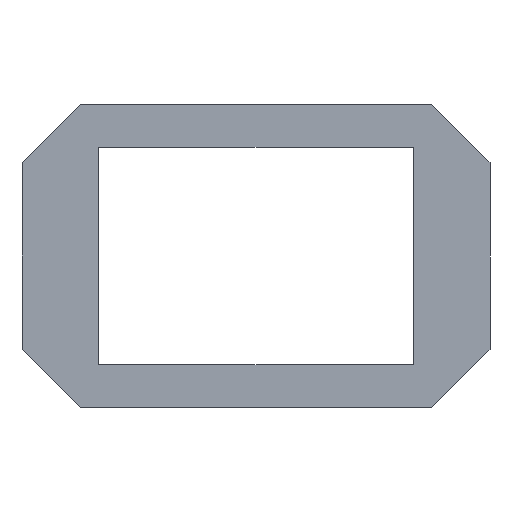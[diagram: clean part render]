
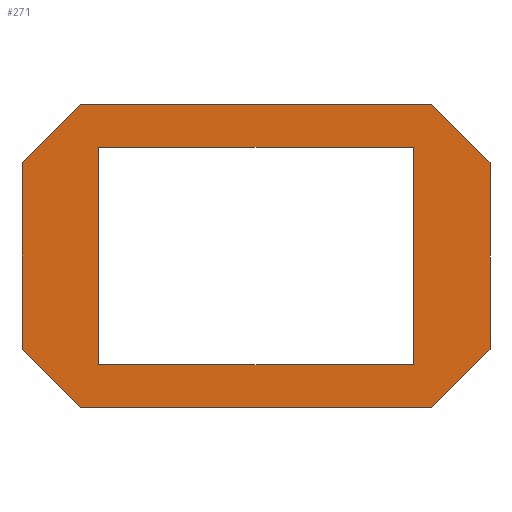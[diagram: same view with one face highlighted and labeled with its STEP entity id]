
A CAD part, front view. The second image highlights one B-rep face of the part: STEP entity #271.
In plain terms, the highlighted planar face has unit normal (0, -1, 0).
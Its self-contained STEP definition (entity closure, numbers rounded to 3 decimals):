
#2 = EDGE_CURVE ( 'NONE', #455, #19, #74, .T. ) ;
#3 = CARTESIAN_POINT ( 'NONE',  ( -60.25, 0., 39. ) ) ;
#8 = CARTESIAN_POINT ( 'NONE',  ( 60.25, 0., 39. ) ) ;
#9 = EDGE_CURVE ( 'NONE', #374, #237, #39, .T. ) ;
#13 = ORIENTED_EDGE ( 'NONE', *, *, #367, .T. ) ;
#19 = VERTEX_POINT ( 'NONE', #217 ) ;
#23 = DIRECTION ( 'NONE',  ( -0.707, 0., -0.707 ) ) ;
#24 = VECTOR ( 'NONE', #405, 1000. ) ;
#39 = LINE ( 'NONE', #366, #467 ) ;
#43 = DIRECTION ( 'NONE',  ( -1., 0., 0. ) ) ;
#45 = CARTESIAN_POINT ( 'NONE',  ( 42.125, 0., -42.125 ) ) ;
#49 = LINE ( 'NONE', #383, #179 ) ;
#54 = CARTESIAN_POINT ( 'NONE',  ( -40.5, 0., 28. ) ) ;
#55 = CARTESIAN_POINT ( 'NONE',  ( 0., 0., -28. ) ) ;
#66 = CARTESIAN_POINT ( 'NONE',  ( 40.5, 0., -28. ) ) ;
#69 = ORIENTED_EDGE ( 'NONE', *, *, #166, .T. ) ;
#74 = LINE ( 'NONE', #3, #24 ) ;
#81 = VECTOR ( 'NONE', #190, 1000. ) ;
#88 = FACE_BOUND ( 'NONE', #464, .T. ) ;
#92 = AXIS2_PLACEMENT_3D ( 'NONE', #196, #303, #220 ) ;
#99 = CARTESIAN_POINT ( 'NONE',  ( -40.5, 0., 0. ) ) ;
#107 = EDGE_CURVE ( 'NONE', #406, #305, #49, .T. ) ;
#131 = VECTOR ( 'NONE', #300, 1000. ) ;
#136 = VERTEX_POINT ( 'NONE', #272 ) ;
#140 = ORIENTED_EDGE ( 'NONE', *, *, #338, .F. ) ;
#142 = VECTOR ( 'NONE', #188, 1000. ) ;
#146 = ORIENTED_EDGE ( 'NONE', *, *, #329, .F. ) ;
#150 = CARTESIAN_POINT ( 'NONE',  ( -42.125, 0., -42.125 ) ) ;
#156 = VECTOR ( 'NONE', #43, 1000. ) ;
#157 = LINE ( 'NONE', #150, #208 ) ;
#166 = EDGE_CURVE ( 'NONE', #362, #19, #304, .T. ) ;
#170 = DIRECTION ( 'NONE',  ( 0., 0., -1. ) ) ;
#176 = ORIENTED_EDGE ( 'NONE', *, *, #443, .T. ) ;
#179 = VECTOR ( 'NONE', #330, 1000. ) ;
#181 = EDGE_CURVE ( 'NONE', #301, #406, #226, .T. ) ;
#185 = CARTESIAN_POINT ( 'NONE',  ( 0., 0., 28. ) ) ;
#188 = DIRECTION ( 'NONE',  ( 0.707, 0., 0.707 ) ) ;
#190 = DIRECTION ( 'NONE',  ( -0.707, 0., 0.707 ) ) ;
#196 = CARTESIAN_POINT ( 'NONE',  ( 0., 0., 0. ) ) ;
#197 = CARTESIAN_POINT ( 'NONE',  ( 42.125, 0., 42.125 ) ) ;
#208 = VECTOR ( 'NONE', #292, 1000. ) ;
#213 = CARTESIAN_POINT ( 'NONE',  ( -42.125, 0., 42.125 ) ) ;
#217 = CARTESIAN_POINT ( 'NONE',  ( 45.25, 0., 39. ) ) ;
#220 = DIRECTION ( 'NONE',  ( 0., 0., -1. ) ) ;
#222 = CARTESIAN_POINT ( 'NONE',  ( -40.5, 0., -28. ) ) ;
#225 = LINE ( 'NONE', #379, #291 ) ;
#226 = LINE ( 'NONE', #55, #131 ) ;
#227 = ORIENTED_EDGE ( 'NONE', *, *, #245, .T. ) ;
#233 = ORIENTED_EDGE ( 'NONE', *, *, #2, .F. ) ;
#237 = VERTEX_POINT ( 'NONE', #375 ) ;
#244 = VECTOR ( 'NONE', #294, 1000. ) ;
#245 = EDGE_CURVE ( 'NONE', #339, #368, #450, .T. ) ;
#258 = CARTESIAN_POINT ( 'NONE',  ( 60.25, 0., -24. ) ) ;
#261 = CARTESIAN_POINT ( 'NONE',  ( 45.25, 0., -39. ) ) ;
#271 = ADVANCED_FACE ( 'NONE', ( #88, #445 ), #325, .T. ) ;
#272 = CARTESIAN_POINT ( 'NONE',  ( -45.25, 0., -39. ) ) ;
#273 = ORIENTED_EDGE ( 'NONE', *, *, #393, .F. ) ;
#278 = LINE ( 'NONE', #213, #446 ) ;
#291 = VECTOR ( 'NONE', #412, 1000. ) ;
#292 = DIRECTION ( 'NONE',  ( 0.707, 0., -0.707 ) ) ;
#293 = ORIENTED_EDGE ( 'NONE', *, *, #9, .F. ) ;
#294 = DIRECTION ( 'NONE',  ( 0., 0., -1. ) ) ;
#296 = EDGE_CURVE ( 'NONE', #362, #368, #414, .T. ) ;
#299 = CARTESIAN_POINT ( 'NONE',  ( 40.5, 0., 28. ) ) ;
#300 = DIRECTION ( 'NONE',  ( 1., 0., 0. ) ) ;
#301 = VERTEX_POINT ( 'NONE', #222 ) ;
#303 = DIRECTION ( 'NONE',  ( 0., -1., 0. ) ) ;
#304 = LINE ( 'NONE', #197, #81 ) ;
#305 = VERTEX_POINT ( 'NONE', #299 ) ;
#325 = PLANE ( 'NONE',  #92 ) ;
#329 = EDGE_CURVE ( 'NONE', #339, #136, #225, .T. ) ;
#330 = DIRECTION ( 'NONE',  ( 0., 0., 1. ) ) ;
#334 = CARTESIAN_POINT ( 'NONE',  ( 60.25, 0., 24. ) ) ;
#337 = VECTOR ( 'NONE', #170, 1000. ) ;
#338 = EDGE_CURVE ( 'NONE', #305, #421, #365, .T. ) ;
#339 = VERTEX_POINT ( 'NONE', #261 ) ;
#352 = LINE ( 'NONE', #99, #337 ) ;
#359 = EDGE_LOOP ( 'NONE', ( #293, #13, #146, #227, #403, #69, #233, #176 ) ) ;
#362 = VERTEX_POINT ( 'NONE', #334 ) ;
#365 = LINE ( 'NONE', #185, #156 ) ;
#366 = CARTESIAN_POINT ( 'NONE',  ( -60.25, 0., 39. ) ) ;
#367 = EDGE_CURVE ( 'NONE', #374, #136, #157, .T. ) ;
#368 = VERTEX_POINT ( 'NONE', #258 ) ;
#369 = CARTESIAN_POINT ( 'NONE',  ( -60.25, 0., -24. ) ) ;
#374 = VERTEX_POINT ( 'NONE', #369 ) ;
#375 = CARTESIAN_POINT ( 'NONE',  ( -60.25, 0., 24. ) ) ;
#379 = CARTESIAN_POINT ( 'NONE',  ( -60.25, 0., -39. ) ) ;
#383 = CARTESIAN_POINT ( 'NONE',  ( 40.5, 0., 0. ) ) ;
#393 = EDGE_CURVE ( 'NONE', #421, #301, #352, .T. ) ;
#399 = DIRECTION ( 'NONE',  ( 0., 0., 1. ) ) ;
#403 = ORIENTED_EDGE ( 'NONE', *, *, #296, .F. ) ;
#405 = DIRECTION ( 'NONE',  ( 1., 0., 0. ) ) ;
#406 = VERTEX_POINT ( 'NONE', #66 ) ;
#412 = DIRECTION ( 'NONE',  ( -1., 0., 0. ) ) ;
#414 = LINE ( 'NONE', #8, #244 ) ;
#416 = ORIENTED_EDGE ( 'NONE', *, *, #181, .F. ) ;
#421 = VERTEX_POINT ( 'NONE', #54 ) ;
#440 = ORIENTED_EDGE ( 'NONE', *, *, #107, .F. ) ;
#443 = EDGE_CURVE ( 'NONE', #455, #237, #278, .T. ) ;
#445 = FACE_OUTER_BOUND ( 'NONE', #359, .T. ) ;
#446 = VECTOR ( 'NONE', #23, 1000. ) ;
#450 = LINE ( 'NONE', #45, #142 ) ;
#455 = VERTEX_POINT ( 'NONE', #462 ) ;
#462 = CARTESIAN_POINT ( 'NONE',  ( -45.25, 0., 39. ) ) ;
#464 = EDGE_LOOP ( 'NONE', ( #440, #416, #273, #140 ) ) ;
#467 = VECTOR ( 'NONE', #399, 1000. ) ;
